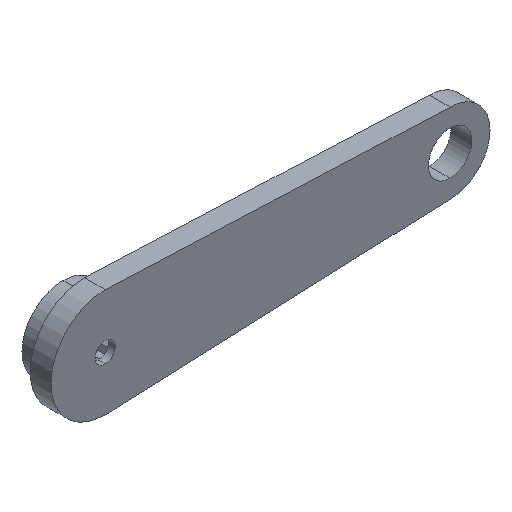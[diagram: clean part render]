
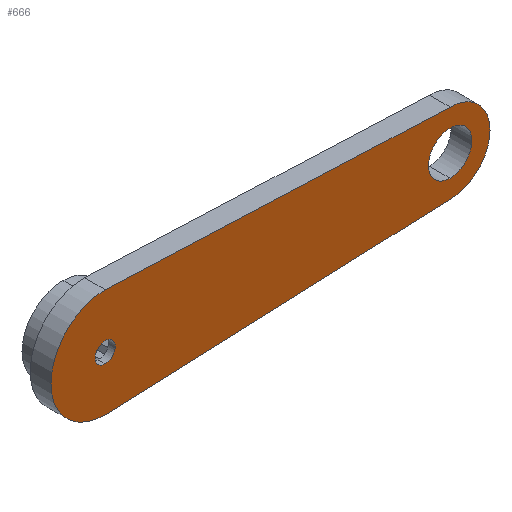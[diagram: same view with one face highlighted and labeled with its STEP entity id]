
A CAD part, isometric view. The second image highlights one B-rep face of the part: STEP entity #666.
In plain terms, the highlighted planar face has unit normal (0, -1, 0).
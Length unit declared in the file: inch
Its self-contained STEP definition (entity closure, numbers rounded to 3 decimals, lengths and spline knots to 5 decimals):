
#1 = VERTEX_POINT ( 'NONE', #862 ) ;
#17 = CARTESIAN_POINT ( 'NONE',  ( 0., 0., 0.1255 ) ) ;
#35 = DIRECTION ( 'NONE',  ( 0., 1., 0. ) ) ;
#48 = CARTESIAN_POINT ( 'NONE',  ( -1.99525, 0., 0.31375 ) ) ;
#82 = ORIENTED_EDGE ( 'NONE', *, *, #1148, .F. ) ;
#112 = EDGE_CURVE ( 'NONE', #739, #845, #348, .T. ) ;
#127 = EDGE_CURVE ( 'NONE', #845, #743, #459, .T. ) ;
#161 = DIRECTION ( 'NONE',  ( 0., 1., 0. ) ) ;
#173 = ORIENTED_EDGE ( 'NONE', *, *, #112, .F. ) ;
#182 = DIRECTION ( 'NONE',  ( 0.999, 0., -0.042 ) ) ;
#184 = DIRECTION ( 'NONE',  ( -0.999, 0., -0.042 ) ) ;
#212 = EDGE_CURVE ( 'NONE', #705, #913, #544, .T. ) ;
#231 = VECTOR ( 'NONE', #182, 39.37008 ) ;
#233 = ORIENTED_EDGE ( 'NONE', *, *, #1013, .F. ) ;
#236 = CARTESIAN_POINT ( 'NONE',  ( -1.99525, 0., 0. ) ) ;
#253 = CIRCLE ( 'NONE', #767, 0.0585 ) ;
#256 = CARTESIAN_POINT ( 'NONE',  ( 0., 0., 0. ) ) ;
#258 = ORIENTED_EDGE ( 'NONE', *, *, #1223, .T. ) ;
#279 = AXIS2_PLACEMENT_3D ( 'NONE', #1393, #35, #832 ) ;
#348 = LINE ( 'NONE', #1440, #954 ) ;
#350 = DIRECTION ( 'NONE',  ( 0., 0., 1. ) ) ;
#423 = CARTESIAN_POINT ( 'NONE',  ( -1.99525, 0., 0. ) ) ;
#439 = VERTEX_POINT ( 'NONE', #17 ) ;
#441 = CARTESIAN_POINT ( 'NONE',  ( -1.99525, 0., 0. ) ) ;
#452 = CIRCLE ( 'NONE', #1422, 0.2305 ) ;
#459 = CIRCLE ( 'NONE', #545, 0.31375 ) ;
#482 = AXIS2_PLACEMENT_3D ( 'NONE', #1098, #870, #1206 ) ;
#518 = CARTESIAN_POINT ( 'NONE',  ( -1.99525, 0., -0.0585 ) ) ;
#523 = CARTESIAN_POINT ( 'NONE',  ( -1.99525, 0., -0.31375 ) ) ;
#537 = EDGE_CURVE ( 'NONE', #913, #705, #253, .T. ) ;
#544 = CIRCLE ( 'NONE', #776, 0.0585 ) ;
#545 = AXIS2_PLACEMENT_3D ( 'NONE', #441, #1237, #553 ) ;
#551 = EDGE_LOOP ( 'NONE', ( #690, #834 ) ) ;
#553 = DIRECTION ( 'NONE',  ( 0., 0., 1. ) ) ;
#569 = CARTESIAN_POINT ( 'NONE',  ( 0., 0., 0.2305 ) ) ;
#572 = LINE ( 'NONE', #1120, #231 ) ;
#622 = DIRECTION ( 'NONE',  ( 0., 0., 1. ) ) ;
#666 = ADVANCED_FACE ( 'NONE', ( #714, #1288, #985 ), #715, .F. ) ;
#690 = ORIENTED_EDGE ( 'NONE', *, *, #537, .T. ) ;
#705 = VERTEX_POINT ( 'NONE', #1401 ) ;
#714 = FACE_BOUND ( 'NONE', #736, .T. ) ;
#715 = PLANE ( 'NONE',  #279 ) ;
#736 = EDGE_LOOP ( 'NONE', ( #910, #258 ) ) ;
#739 = VERTEX_POINT ( 'NONE', #1295 ) ;
#743 = VERTEX_POINT ( 'NONE', #48 ) ;
#767 = AXIS2_PLACEMENT_3D ( 'NONE', #236, #1035, #350 ) ;
#776 = AXIS2_PLACEMENT_3D ( 'NONE', #423, #1371, #1276 ) ;
#832 = DIRECTION ( 'NONE',  ( 0., 0., 1. ) ) ;
#834 = ORIENTED_EDGE ( 'NONE', *, *, #212, .T. ) ;
#845 = VERTEX_POINT ( 'NONE', #523 ) ;
#854 = CARTESIAN_POINT ( 'NONE',  ( 0., 0., 0. ) ) ;
#862 = CARTESIAN_POINT ( 'NONE',  ( 0., 0., -0.1255 ) ) ;
#870 = DIRECTION ( 'NONE',  ( 0., 1., 0. ) ) ;
#910 = ORIENTED_EDGE ( 'NONE', *, *, #1197, .T. ) ;
#913 = VERTEX_POINT ( 'NONE', #518 ) ;
#944 = DIRECTION ( 'NONE',  ( 0., 0., 1. ) ) ;
#954 = VECTOR ( 'NONE', #184, 39.37008 ) ;
#961 = EDGE_LOOP ( 'NONE', ( #1045, #173, #233, #82 ) ) ;
#985 = FACE_BOUND ( 'NONE', #551, .T. ) ;
#1013 = EDGE_CURVE ( 'NONE', #1312, #739, #452, .T. ) ;
#1035 = DIRECTION ( 'NONE',  ( 0., 1., 0. ) ) ;
#1045 = ORIENTED_EDGE ( 'NONE', *, *, #127, .F. ) ;
#1093 = AXIS2_PLACEMENT_3D ( 'NONE', #256, #1167, #944 ) ;
#1098 = CARTESIAN_POINT ( 'NONE',  ( 0., 0., 0. ) ) ;
#1120 = CARTESIAN_POINT ( 'NONE',  ( -1.99525, 0., 0.31375 ) ) ;
#1148 = EDGE_CURVE ( 'NONE', #743, #1312, #572, .T. ) ;
#1167 = DIRECTION ( 'NONE',  ( 0., 1., 0. ) ) ;
#1197 = EDGE_CURVE ( 'NONE', #1, #439, #1402, .T. ) ;
#1206 = DIRECTION ( 'NONE',  ( 0., 0., 1. ) ) ;
#1223 = EDGE_CURVE ( 'NONE', #439, #1, #1335, .T. ) ;
#1237 = DIRECTION ( 'NONE',  ( 0., 1., 0. ) ) ;
#1276 = DIRECTION ( 'NONE',  ( 0., 0., 1. ) ) ;
#1288 = FACE_OUTER_BOUND ( 'NONE', #961, .T. ) ;
#1295 = CARTESIAN_POINT ( 'NONE',  ( 0., 0., -0.2305 ) ) ;
#1312 = VERTEX_POINT ( 'NONE', #569 ) ;
#1335 = CIRCLE ( 'NONE', #1093, 0.1255 ) ;
#1371 = DIRECTION ( 'NONE',  ( 0., 1., 0. ) ) ;
#1393 = CARTESIAN_POINT ( 'NONE',  ( -1.99525, 0., 0. ) ) ;
#1401 = CARTESIAN_POINT ( 'NONE',  ( -1.99525, 0., 0.0585 ) ) ;
#1402 = CIRCLE ( 'NONE', #482, 0.1255 ) ;
#1422 = AXIS2_PLACEMENT_3D ( 'NONE', #854, #161, #622 ) ;
#1440 = CARTESIAN_POINT ( 'NONE',  ( -1.99525, 0., -0.31375 ) ) ;
